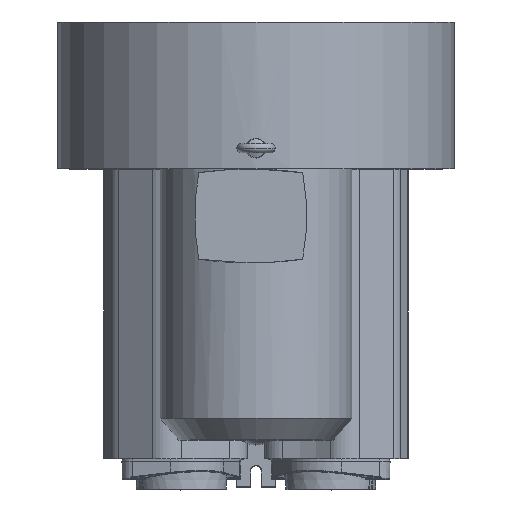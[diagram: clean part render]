
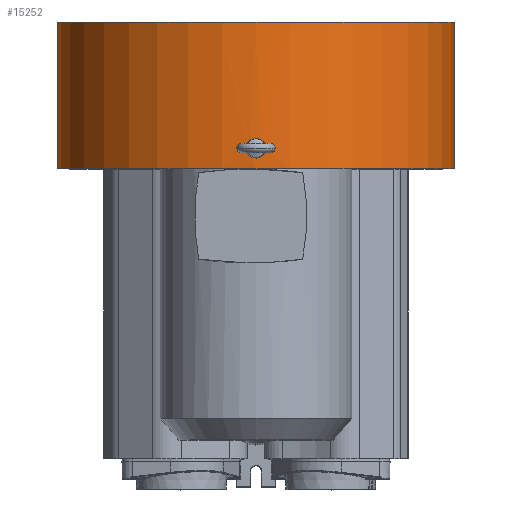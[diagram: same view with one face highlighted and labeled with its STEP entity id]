
A CAD part, top view. The second image highlights one B-rep face of the part: STEP entity #15252.
In plain terms, the highlighted cylindrical face has radius 275 mm (diameter 550 mm), a partial arc.
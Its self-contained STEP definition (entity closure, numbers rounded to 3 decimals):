
#2314=CARTESIAN_POINT('',(0.,-138.3,0.));
#2315=DIRECTION('',(0.,1.,0.));
#2316=DIRECTION('',(-1.,0.,0.));
#2317=AXIS2_PLACEMENT_3D('',#2314,#2315,#2316);
#2488=DIRECTION('',(0.,-1.,0.));
#2489=VECTOR('',#2488,203.3);
#2490=CARTESIAN_POINT('',(-275.,65.,0.));
#2491=LINE('',#2490,#2489);
#2603=CARTESIAN_POINT('',(0.,65.,0.));
#2604=DIRECTION('',(0.,1.,0.));
#2605=DIRECTION('',(-1.,0.,0.));
#2606=AXIS2_PLACEMENT_3D('',#2603,#2604,#2605);
#2608=DIRECTION('',(0.,-1.,0.));
#2609=VECTOR('',#2608,203.3);
#2610=CARTESIAN_POINT('',(275.,65.,0.));
#2611=LINE('',#2610,#2609);
#2612=CARTESIAN_POINT('',(-12.447,-115.931,
274.718));
#2613=CARTESIAN_POINT('',(-11.872,-117.124,
274.744));
#2614=CARTESIAN_POINT('',(-10.441,-119.246,
274.806));
#2615=CARTESIAN_POINT('',(-7.463,-121.767,
274.905));
#2616=CARTESIAN_POINT('',(-3.885,-123.366,
274.981));
#2617=CARTESIAN_POINT('',(0.001,-123.912,
275.009));
#2618=CARTESIAN_POINT('',(3.861,-123.373,274.982));
#2619=CARTESIAN_POINT('',(7.465,-121.767,274.905));
#2620=CARTESIAN_POINT('',(10.433,-119.254,274.806));
#2621=CARTESIAN_POINT('',(11.871,-117.127,274.744));
#2622=CARTESIAN_POINT('',(12.447,-115.931,274.718));
#2624=CARTESIAN_POINT('',(12.447,-115.931,274.718));
#2625=CARTESIAN_POINT('',(12.609,-115.593,274.711));
#2626=CARTESIAN_POINT('',(12.963,-114.947,274.694));
#2627=CARTESIAN_POINT('',(13.498,-114.032,274.669));
#2628=CARTESIAN_POINT('',(13.995,-113.115,274.644));
#2629=CARTESIAN_POINT('',(14.425,-112.143,274.621));
#2630=CARTESIAN_POINT('',(14.728,-111.094,274.605));
#2631=CARTESIAN_POINT('',(14.801,-110.37,274.601));
#2632=CARTESIAN_POINT('',(14.801,-110.,274.601));
#2634=CARTESIAN_POINT('',(14.801,-110.,274.601));
#2635=CARTESIAN_POINT('',(14.801,-109.37,274.601));
#2636=CARTESIAN_POINT('',(14.585,-108.188,274.613));
#2637=CARTESIAN_POINT('',(13.892,-106.649,274.649));
#2638=CARTESIAN_POINT('',(13.113,-105.314,274.688));
#2639=CARTESIAN_POINT('',(12.645,-104.481,274.709));
#2640=CARTESIAN_POINT('',(12.447,-104.069,274.718));
#2642=CARTESIAN_POINT('',(12.447,-104.069,274.718));
#2643=CARTESIAN_POINT('',(11.872,-102.876,274.744));
#2644=CARTESIAN_POINT('',(10.441,-100.754,274.806));
#2645=CARTESIAN_POINT('',(7.463,-98.233,274.905));
#2646=CARTESIAN_POINT('',(3.885,-96.634,274.981));
#2647=CARTESIAN_POINT('',(-0.001,-96.088,
275.009));
#2648=CARTESIAN_POINT('',(-3.861,-96.627,
274.982));
#2649=CARTESIAN_POINT('',(-7.465,-98.233,
274.905));
#2650=CARTESIAN_POINT('',(-10.433,-100.746,
274.806));
#2651=CARTESIAN_POINT('',(-11.871,-102.873,
274.744));
#2652=CARTESIAN_POINT('',(-12.447,-104.069,
274.718));
#2654=CARTESIAN_POINT('',(-12.447,-104.069,
274.718));
#2655=CARTESIAN_POINT('',(-12.609,-104.407,
274.711));
#2656=CARTESIAN_POINT('',(-12.963,-105.053,
274.694));
#2657=CARTESIAN_POINT('',(-13.498,-105.968,
274.669));
#2658=CARTESIAN_POINT('',(-13.995,-106.885,
274.644));
#2659=CARTESIAN_POINT('',(-14.425,-107.857,
274.621));
#2660=CARTESIAN_POINT('',(-14.728,-108.906,
274.605));
#2661=CARTESIAN_POINT('',(-14.801,-109.63,
274.601));
#2662=CARTESIAN_POINT('',(-14.801,-110.,274.601));
#2664=CARTESIAN_POINT('',(-14.801,-110.,274.601));
#2665=CARTESIAN_POINT('',(-14.801,-110.63,
274.601));
#2666=CARTESIAN_POINT('',(-14.585,-111.812,
274.613));
#2667=CARTESIAN_POINT('',(-13.892,-113.351,
274.649));
#2668=CARTESIAN_POINT('',(-13.113,-114.686,
274.688));
#2669=CARTESIAN_POINT('',(-12.645,-115.519,
274.709));
#2670=CARTESIAN_POINT('',(-12.447,-115.931,
274.718));
#8837=CARTESIAN_POINT('',(-275.,-138.3,0.));
#8838=VERTEX_POINT('',#8837);
#8839=CARTESIAN_POINT('',(275.,-138.3,0.));
#8840=VERTEX_POINT('',#8839);
#10143=CARTESIAN_POINT('',(275.,65.,0.));
#10144=CARTESIAN_POINT('',(-275.,65.,0.));
#10145=VERTEX_POINT('',#10143);
#10146=VERTEX_POINT('',#10144);
#10211=VERTEX_POINT('',#2612);
#10212=VERTEX_POINT('',#2622);
#10213=VERTEX_POINT('',#2642);
#10214=VERTEX_POINT('',#2652);
#10215=VERTEX_POINT('',#2664);
#10216=VERTEX_POINT('',#2632);
#15227=CARTESIAN_POINT('',(0.,65.,0.));
#15228=DIRECTION('',(0.,1.,0.));
#15229=DIRECTION('',(-1.,0.,0.));
#15230=AXIS2_PLACEMENT_3D('',#15227,#15228,#15229);
#15231=CYLINDRICAL_SURFACE('',#15230,275.);
#15232=ORIENTED_EDGE('',*,*,#15198,.T.);
#15233=ORIENTED_EDGE('',*,*,#15187,.T.);
#15234=ORIENTED_EDGE('',*,*,#14950,.F.);
#15235=ORIENTED_EDGE('',*,*,#15135,.F.);
#15236=EDGE_LOOP('',(#15232,#15233,#15234,#15235));
#15237=FACE_OUTER_BOUND('',#15236,.F.);
#15239=ORIENTED_EDGE('',*,*,#15238,.T.);
#15241=ORIENTED_EDGE('',*,*,#15240,.T.);
#15243=ORIENTED_EDGE('',*,*,#15242,.T.);
#15245=ORIENTED_EDGE('',*,*,#15244,.T.);
#15247=ORIENTED_EDGE('',*,*,#15246,.T.);
#15249=ORIENTED_EDGE('',*,*,#15248,.T.);
#15250=EDGE_LOOP('',(#15239,#15241,#15243,#15245,#15247,#15249));
#15251=FACE_BOUND('',#15250,.F.);
#15252=ADVANCED_FACE('',(#15237,#15251),#15231,.T.);
#2318=CIRCLE('',#2317,275.);
#2607=CIRCLE('',#2606,275.);
#2623=B_SPLINE_CURVE_WITH_KNOTS('',3,(#2612,#2613,#2614,#2615,#2616,#2617,#2618,
#2619,#2620,#2621,#2622),.UNSPECIFIED.,.F.,.F.,(4,1,1,1,1,1,1,1,4),(0.,
0.125,0.25,0.375,0.5,0.625,0.75,0.875,1.),.UNSPECIFIED.);
#2633=B_SPLINE_CURVE_WITH_KNOTS('',3,(#2624,#2625,#2626,#2627,#2628,#2629,#2630,
#2631,#2632),.UNSPECIFIED.,.F.,.F.,(4,1,1,1,1,1,4),(0.,0.167,
0.333,0.5,0.667,0.833,1.),
.UNSPECIFIED.);
#2641=B_SPLINE_CURVE_WITH_KNOTS('',3,(#2634,#2635,#2636,#2637,#2638,#2639,
#2640),.UNSPECIFIED.,.F.,.F.,(4,1,1,1,4),(0.,0.25,0.5,0.75,1.),
.UNSPECIFIED.);
#2653=B_SPLINE_CURVE_WITH_KNOTS('',3,(#2642,#2643,#2644,#2645,#2646,#2647,#2648,
#2649,#2650,#2651,#2652),.UNSPECIFIED.,.F.,.F.,(4,1,1,1,1,1,1,1,4),(0.,
0.125,0.25,0.375,0.5,0.625,0.75,0.875,1.),.UNSPECIFIED.);
#2663=B_SPLINE_CURVE_WITH_KNOTS('',3,(#2654,#2655,#2656,#2657,#2658,#2659,#2660,
#2661,#2662),.UNSPECIFIED.,.F.,.F.,(4,1,1,1,1,1,4),(0.,0.167,
0.333,0.5,0.667,0.833,1.),
.UNSPECIFIED.);
#2671=B_SPLINE_CURVE_WITH_KNOTS('',3,(#2664,#2665,#2666,#2667,#2668,#2669,
#2670),.UNSPECIFIED.,.F.,.F.,(4,1,1,1,4),(0.,0.25,0.5,0.75,1.),
.UNSPECIFIED.);
#14950=EDGE_CURVE('',#8838,#8840,#2318,.T.);
#15135=EDGE_CURVE('',#10146,#8838,#2491,.T.);
#15187=EDGE_CURVE('',#10145,#8840,#2611,.T.);
#15198=EDGE_CURVE('',#10146,#10145,#2607,.T.);
#15238=EDGE_CURVE('',#10211,#10212,#2623,.T.);
#15240=EDGE_CURVE('',#10212,#10216,#2633,.T.);
#15242=EDGE_CURVE('',#10216,#10213,#2641,.T.);
#15244=EDGE_CURVE('',#10213,#10214,#2653,.T.);
#15246=EDGE_CURVE('',#10214,#10215,#2663,.T.);
#15248=EDGE_CURVE('',#10215,#10211,#2671,.T.);
